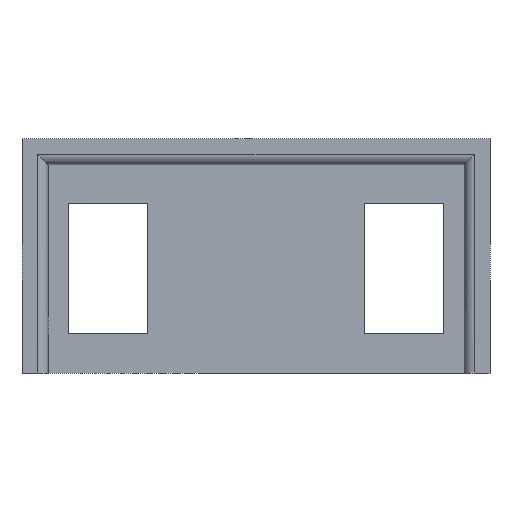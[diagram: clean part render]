
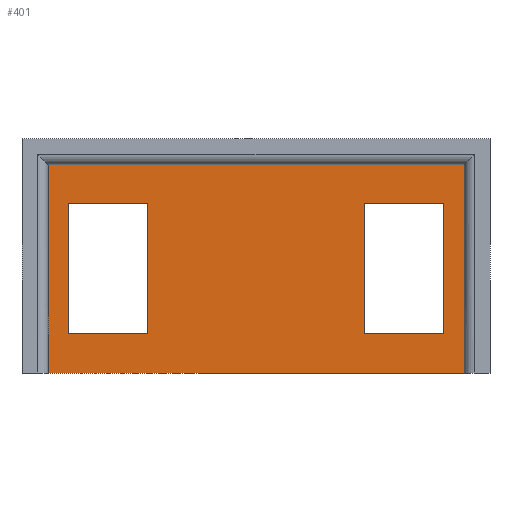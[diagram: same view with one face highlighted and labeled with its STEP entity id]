
A CAD part, left-side view. The second image highlights one B-rep face of the part: STEP entity #401.
In plain terms, the highlighted planar face has unit normal (-1, 0, 0).
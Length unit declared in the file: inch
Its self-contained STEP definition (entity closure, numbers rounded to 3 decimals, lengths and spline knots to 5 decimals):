
#15=FACE_BOUND('',#67,.T.);
#16=FACE_BOUND('',#68,.T.);
#24=PLANE('',#440);
#45=FACE_OUTER_BOUND('',#66,.T.);
#66=EDGE_LOOP('',(#322,#323,#324,#325));
#67=EDGE_LOOP('',(#326,#327,#328,#329));
#68=EDGE_LOOP('',(#330,#331,#332,#333));
#102=LINE('',#597,#153);
#105=LINE('',#602,#156);
#107=LINE('',#606,#158);
#108=LINE('',#608,#159);
#109=LINE('',#612,#160);
#110=LINE('',#614,#161);
#111=LINE('',#616,#162);
#112=LINE('',#617,#163);
#113=LINE('',#620,#164);
#114=LINE('',#622,#165);
#115=LINE('',#624,#166);
#116=LINE('',#625,#167);
#153=VECTOR('',#488,0.3937);
#156=VECTOR('',#493,0.3937);
#158=VECTOR('',#497,0.3937);
#159=VECTOR('',#500,0.3937);
#160=VECTOR('',#503,0.3937);
#161=VECTOR('',#504,0.3937);
#162=VECTOR('',#505,0.3937);
#163=VECTOR('',#506,0.3937);
#164=VECTOR('',#507,0.3937);
#165=VECTOR('',#508,0.3937);
#166=VECTOR('',#509,0.3937);
#167=VECTOR('',#510,0.3937);
#203=VERTEX_POINT('',#594);
#204=VERTEX_POINT('',#596);
#205=VERTEX_POINT('',#600);
#206=VERTEX_POINT('',#604);
#207=VERTEX_POINT('',#610);
#208=VERTEX_POINT('',#611);
#209=VERTEX_POINT('',#613);
#210=VERTEX_POINT('',#615);
#211=VERTEX_POINT('',#618);
#212=VERTEX_POINT('',#619);
#213=VERTEX_POINT('',#621);
#214=VERTEX_POINT('',#623);
#244=EDGE_CURVE('',#204,#203,#102,.T.);
#247=EDGE_CURVE('',#203,#205,#105,.T.);
#249=EDGE_CURVE('',#205,#206,#107,.T.);
#250=EDGE_CURVE('',#206,#204,#108,.T.);
#251=EDGE_CURVE('',#207,#208,#109,.T.);
#252=EDGE_CURVE('',#209,#207,#110,.T.);
#253=EDGE_CURVE('',#210,#209,#111,.T.);
#254=EDGE_CURVE('',#208,#210,#112,.T.);
#255=EDGE_CURVE('',#211,#212,#113,.T.);
#256=EDGE_CURVE('',#213,#211,#114,.T.);
#257=EDGE_CURVE('',#214,#213,#115,.T.);
#258=EDGE_CURVE('',#212,#214,#116,.T.);
#322=ORIENTED_EDGE('',*,*,#247,.T.);
#323=ORIENTED_EDGE('',*,*,#249,.T.);
#324=ORIENTED_EDGE('',*,*,#250,.T.);
#325=ORIENTED_EDGE('',*,*,#244,.T.);
#326=ORIENTED_EDGE('',*,*,#251,.F.);
#327=ORIENTED_EDGE('',*,*,#252,.F.);
#328=ORIENTED_EDGE('',*,*,#253,.F.);
#329=ORIENTED_EDGE('',*,*,#254,.F.);
#330=ORIENTED_EDGE('',*,*,#255,.F.);
#331=ORIENTED_EDGE('',*,*,#256,.F.);
#332=ORIENTED_EDGE('',*,*,#257,.F.);
#333=ORIENTED_EDGE('',*,*,#258,.F.);
#401=ADVANCED_FACE('',(#45,#15,#16),#24,.F.);
#440=AXIS2_PLACEMENT_3D('',#609,#501,#502);
#488=DIRECTION('',(0.,-1.,0.));
#493=DIRECTION('',(0.,0.,1.));
#497=DIRECTION('',(0.,1.,0.));
#500=DIRECTION('',(0.,0.,-1.));
#501=DIRECTION('center_axis',(1.,0.,0.));
#502=DIRECTION('ref_axis',(0.,1.,0.));
#503=DIRECTION('',(0.,1.,0.));
#504=DIRECTION('',(0.,0.,1.));
#505=DIRECTION('',(0.,-1.,0.));
#506=DIRECTION('',(0.,0.,-1.));
#507=DIRECTION('',(0.,0.,-1.));
#508=DIRECTION('',(0.,1.,0.));
#509=DIRECTION('',(0.,0.,1.));
#510=DIRECTION('',(0.,-1.,0.));
#594=CARTESIAN_POINT('',(-2.,0.,24.));
#596=CARTESIAN_POINT('',(-2.,2.,24.));
#597=CARTESIAN_POINT('',(-2.,0.,24.));
#600=CARTESIAN_POINT('',(-2.,0.,25.));
#602=CARTESIAN_POINT('',(-2.,0.,24.78125));
#604=CARTESIAN_POINT('',(-2.,2.,25.));
#606=CARTESIAN_POINT('',(-2.,1.5,25.));
#608=CARTESIAN_POINT('',(-2.,2.,24.28125));
#609=CARTESIAN_POINT('Origin',(-2.,1.,24.5625));
#610=CARTESIAN_POINT('',(-2.,0.1,24.8125));
#611=CARTESIAN_POINT('',(-2.,0.48,24.8125));
#612=CARTESIAN_POINT('',(-2.,0.1,24.8125));
#613=CARTESIAN_POINT('',(-2.,0.1,24.1875));
#614=CARTESIAN_POINT('',(-2.,0.1,24.1875));
#615=CARTESIAN_POINT('',(-2.,0.48,24.1875));
#616=CARTESIAN_POINT('',(-2.,0.48,24.1875));
#617=CARTESIAN_POINT('',(-2.,0.48,24.8125));
#618=CARTESIAN_POINT('',(-2.,1.9,24.8125));
#619=CARTESIAN_POINT('',(-2.,1.9,24.1875));
#620=CARTESIAN_POINT('',(-2.,1.9,24.1875));
#621=CARTESIAN_POINT('',(-2.,1.52,24.8125));
#622=CARTESIAN_POINT('',(-2.,1.9,24.8125));
#623=CARTESIAN_POINT('',(-2.,1.52,24.1875));
#624=CARTESIAN_POINT('',(-2.,1.52,24.8125));
#625=CARTESIAN_POINT('',(-2.,1.52,24.1875));
